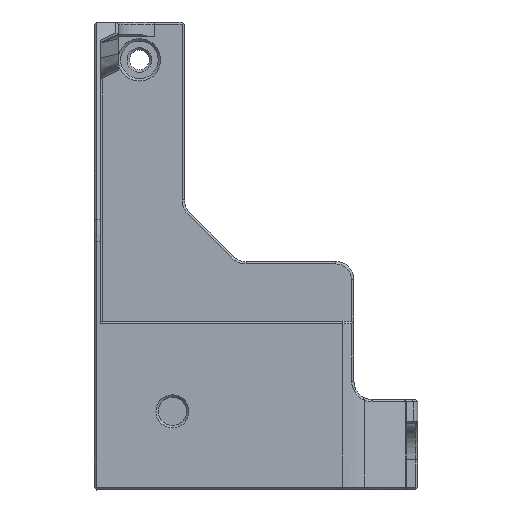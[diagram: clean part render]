
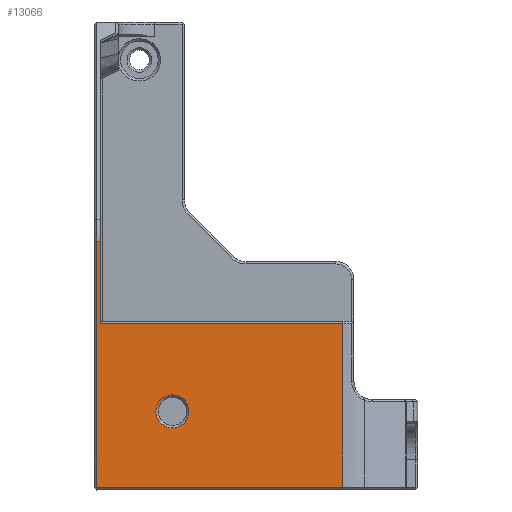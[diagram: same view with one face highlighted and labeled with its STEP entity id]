
A CAD part, top view. The second image highlights one B-rep face of the part: STEP entity #13066.
In plain terms, the highlighted planar face has unit normal (0, 0, 1).
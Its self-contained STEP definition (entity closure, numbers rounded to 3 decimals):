
#44=FACE_BOUND('',#1913,.T.);
#503=CIRCLE('',#13928,2.75);
#1120=FACE_OUTER_BOUND('',#1912,.T.);
#1912=EDGE_LOOP('',(#8780,#8781,#8782,#8783,#8784,#8785));
#1913=EDGE_LOOP('',(#8786));
#2802=LINE('',#19376,#4153);
#2803=LINE('',#19378,#4154);
#2804=LINE('',#19380,#4155);
#2805=LINE('',#19382,#4156);
#2806=LINE('',#19384,#4157);
#2807=LINE('',#19385,#4158);
#4153=VECTOR('',#15350,10.);
#4154=VECTOR('',#15351,10.);
#4155=VECTOR('',#15352,10.);
#4156=VECTOR('',#15353,10.);
#4157=VECTOR('',#15354,10.);
#4158=VECTOR('',#15355,10.);
#5539=VERTEX_POINT('',#19364);
#5542=VERTEX_POINT('',#19374);
#5543=VERTEX_POINT('',#19375);
#5544=VERTEX_POINT('',#19377);
#5545=VERTEX_POINT('',#19379);
#5546=VERTEX_POINT('',#19381);
#5547=VERTEX_POINT('',#19383);
#6771=EDGE_CURVE('',#5539,#5539,#503,.T.);
#6776=EDGE_CURVE('',#5542,#5543,#2802,.T.);
#6777=EDGE_CURVE('',#5543,#5544,#2803,.T.);
#6778=EDGE_CURVE('',#5544,#5545,#2804,.T.);
#6779=EDGE_CURVE('',#5545,#5546,#2805,.T.);
#6780=EDGE_CURVE('',#5546,#5547,#2806,.T.);
#6781=EDGE_CURVE('',#5547,#5542,#2807,.T.);
#8780=ORIENTED_EDGE('',*,*,#6776,.T.);
#8781=ORIENTED_EDGE('',*,*,#6777,.T.);
#8782=ORIENTED_EDGE('',*,*,#6778,.T.);
#8783=ORIENTED_EDGE('',*,*,#6779,.T.);
#8784=ORIENTED_EDGE('',*,*,#6780,.T.);
#8785=ORIENTED_EDGE('',*,*,#6781,.T.);
#8786=ORIENTED_EDGE('',*,*,#6771,.F.);
#12641=PLANE('',#13932);
#13066=ADVANCED_FACE('',(#1120,#44),#12641,.T.);
#13928=AXIS2_PLACEMENT_3D('',#19365,#15338,#15339);
#13932=AXIS2_PLACEMENT_3D('',#19373,#15348,#15349);
#15338=DIRECTION('center_axis',(0.,0.,
1.));
#15339=DIRECTION('ref_axis',(-1.,0.,0.));
#15348=DIRECTION('center_axis',(0.,0.,
1.));
#15349=DIRECTION('ref_axis',(-1.,0.,0.));
#15350=DIRECTION('',(0.,1.,0.));
#15351=DIRECTION('',(-1.,0.,0.));
#15352=DIRECTION('',(0.,1.,0.));
#15353=DIRECTION('',(-1.,0.,0.));
#15354=DIRECTION('',(0.,-1.,0.));
#15355=DIRECTION('',(1.,0.,0.));
#19364=CARTESIAN_POINT('',(-329.052,-102.,-1.2));
#19365=CARTESIAN_POINT('Origin',(-331.802,-102.,-1.2));
#19373=CARTESIAN_POINT('Origin',(-316.802,-67.5,-1.2));
#19374=CARTESIAN_POINT('',(-303.482,-114.6,-1.2));
#19375=CARTESIAN_POINT('',(-303.482,-87.4,-1.2));
#19376=CARTESIAN_POINT('',(-303.482,-83.75,-1.2));
#19377=CARTESIAN_POINT('',(-343.802,-87.4,-1.2));
#19378=CARTESIAN_POINT('',(-309.202,-87.4,-1.2));
#19379=CARTESIAN_POINT('',(-343.802,-73.68,-1.2));
#19380=CARTESIAN_POINT('',(-343.802,-38.5,-1.2));
#19381=CARTESIAN_POINT('',(-344.402,-73.68,-1.2));
#19382=CARTESIAN_POINT('',(-330.802,-73.68,-1.2));
#19383=CARTESIAN_POINT('',(-344.402,-114.6,-1.2));
#19384=CARTESIAN_POINT('',(-344.402,-43.75,-1.2));
#19385=CARTESIAN_POINT('',(-237.402,-114.6,-1.2));
